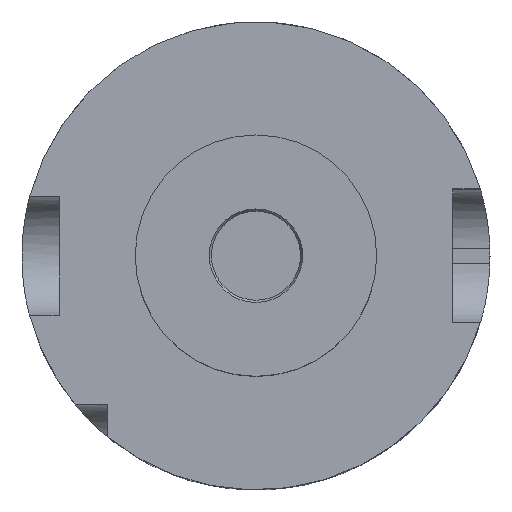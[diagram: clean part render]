
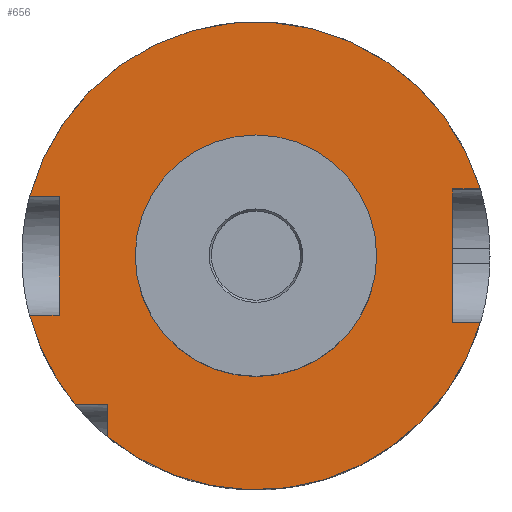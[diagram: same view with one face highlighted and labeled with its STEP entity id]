
A CAD part, top view. The second image highlights one B-rep face of the part: STEP entity #656.
In plain terms, the highlighted planar face has unit normal (0, 0, 1).
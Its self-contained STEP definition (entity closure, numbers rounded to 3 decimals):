
#378=LINE('',#4114,#492);
#379=LINE('',#4116,#493);
#380=LINE('',#4118,#494);
#381=LINE('',#4120,#495);
#382=LINE('',#4124,#496);
#383=LINE('',#4126,#497);
#384=LINE('',#4128,#498);
#385=LINE('',#4129,#499);
#492=VECTOR('',#3003,1.);
#493=VECTOR('',#3004,1.);
#494=VECTOR('',#3005,1.);
#495=VECTOR('',#3006,1.);
#496=VECTOR('',#3009,1.);
#497=VECTOR('',#3010,1.);
#498=VECTOR('',#3011,1.);
#499=VECTOR('',#3012,1.);
#656=ADVANCED_FACE('',(#883,#884),#784,.T.);
#784=PLANE('',#2596);
#883=FACE_BOUND('',#1049,.T.);
#884=FACE_BOUND('',#1050,.T.);
#1049=EDGE_LOOP('',(#1392));
#1050=EDGE_LOOP('',(#1393,#1394,#1395,#1396,#1397,#1398,#1399,#1400,#1401,
#1402,#1403));
#1392=ORIENTED_EDGE('',*,*,#2212,.F.);
#1393=ORIENTED_EDGE('',*,*,#2213,.F.);
#1394=ORIENTED_EDGE('',*,*,#2115,.F.);
#1395=ORIENTED_EDGE('',*,*,#2214,.F.);
#1396=ORIENTED_EDGE('',*,*,#2215,.F.);
#1397=ORIENTED_EDGE('',*,*,#2216,.F.);
#1398=ORIENTED_EDGE('',*,*,#2217,.F.);
#1399=ORIENTED_EDGE('',*,*,#2218,.F.);
#1400=ORIENTED_EDGE('',*,*,#2219,.F.);
#1401=ORIENTED_EDGE('',*,*,#2220,.F.);
#1402=ORIENTED_EDGE('',*,*,#2135,.F.);
#1403=ORIENTED_EDGE('',*,*,#2221,.F.);
#1880=VERTEX_POINT('',#3556);
#1881=VERTEX_POINT('',#3558);
#1895=VERTEX_POINT('',#3613);
#1896=VERTEX_POINT('',#3615);
#1961=VERTEX_POINT('',#4113);
#1962=VERTEX_POINT('',#4115);
#1963=VERTEX_POINT('',#4117);
#1964=VERTEX_POINT('',#4119);
#1965=VERTEX_POINT('',#4121);
#1966=VERTEX_POINT('',#4123);
#1967=VERTEX_POINT('',#4125);
#1968=VERTEX_POINT('',#4127);
#2115=EDGE_CURVE('',#1881,#1880,#2408,.T.);
#2135=EDGE_CURVE('',#1895,#1896,#2413,.T.);
#2212=EDGE_CURVE('',#1961,#1961,#2437,.T.);
#2213=EDGE_CURVE('',#1880,#1962,#378,.T.);
#2214=EDGE_CURVE('',#1963,#1881,#379,.T.);
#2215=EDGE_CURVE('',#1964,#1963,#380,.T.);
#2216=EDGE_CURVE('',#1965,#1964,#381,.T.);
#2217=EDGE_CURVE('',#1966,#1965,#2438,.T.);
#2218=EDGE_CURVE('',#1967,#1966,#382,.T.);
#2219=EDGE_CURVE('',#1968,#1967,#383,.T.);
#2220=EDGE_CURVE('',#1896,#1968,#384,.T.);
#2221=EDGE_CURVE('',#1962,#1895,#385,.T.);
#2408=CIRCLE('',#2542,31.5);
#2413=CIRCLE('',#2552,31.5);
#2437=CIRCLE('',#2594,16.25);
#2438=CIRCLE('',#2595,31.5);
#2542=AXIS2_PLACEMENT_3D('',#3559,#2861,#2862);
#2552=AXIS2_PLACEMENT_3D('',#3614,#2892,#2893);
#2594=AXIS2_PLACEMENT_3D('',#4112,#3001,#3002);
#2595=AXIS2_PLACEMENT_3D('',#4122,#3007,#3008);
#2596=AXIS2_PLACEMENT_3D('',#4130,#3013,#3014);
#2861=DIRECTION('',(0.,0.,-1.));
#2862=DIRECTION('',(1.,0.,0.));
#2892=DIRECTION('',(0.,0.,-1.));
#2893=DIRECTION('',(1.,0.,0.));
#3001=DIRECTION('',(0.,0.,1.));
#3002=DIRECTION('',(0.,1.,0.));
#3003=DIRECTION('',(0.,1.,0.));
#3004=DIRECTION('',(1.,0.,0.));
#3005=DIRECTION('',(0.,-1.,0.));
#3006=DIRECTION('',(-1.,0.,0.));
#3007=DIRECTION('',(0.,0.,-1.));
#3008=DIRECTION('',(1.,0.,0.));
#3009=DIRECTION('',(-1.,0.,0.));
#3010=DIRECTION('',(0.,1.,0.));
#3011=DIRECTION('',(1.,0.,0.));
#3012=DIRECTION('',(-1.,0.,0.));
#3013=DIRECTION('',(0.,0.,1.));
#3014=DIRECTION('',(1.,0.,0.));
#3556=CARTESIAN_POINT('',(-20.,-24.336,26.));
#3558=CARTESIAN_POINT('',(30.187,-9.,26.));
#3559=CARTESIAN_POINT('',(0.,0.,26.));
#3613=CARTESIAN_POINT('',(-24.336,-20.,26.));
#3614=CARTESIAN_POINT('',(0.,0.,26.));
#3615=CARTESIAN_POINT('',(-30.467,-8.,26.));
#4112=CARTESIAN_POINT('',(0.,0.,26.));
#4113=CARTESIAN_POINT('',(0.,16.25,26.));
#4114=CARTESIAN_POINT('',(-20.,-31.5,26.));
#4115=CARTESIAN_POINT('',(-20.,-20.,26.));
#4116=CARTESIAN_POINT('',(0.,-9.,26.));
#4117=CARTESIAN_POINT('',(26.5,-9.,26.));
#4118=CARTESIAN_POINT('',(26.5,-31.5,26.));
#4119=CARTESIAN_POINT('',(26.5,9.,26.));
#4120=CARTESIAN_POINT('',(0.,9.,26.));
#4121=CARTESIAN_POINT('',(30.187,9.,26.));
#4122=CARTESIAN_POINT('',(0.,0.,26.));
#4123=CARTESIAN_POINT('',(-30.467,8.,26.));
#4124=CARTESIAN_POINT('',(0.,8.,26.));
#4125=CARTESIAN_POINT('',(-26.5,8.,26.));
#4126=CARTESIAN_POINT('',(-26.5,-31.5,26.));
#4127=CARTESIAN_POINT('',(-26.5,-8.,26.));
#4128=CARTESIAN_POINT('',(0.,-8.,26.));
#4129=CARTESIAN_POINT('',(0.,-20.,26.));
#4130=CARTESIAN_POINT('',(0.,-20.,26.));
